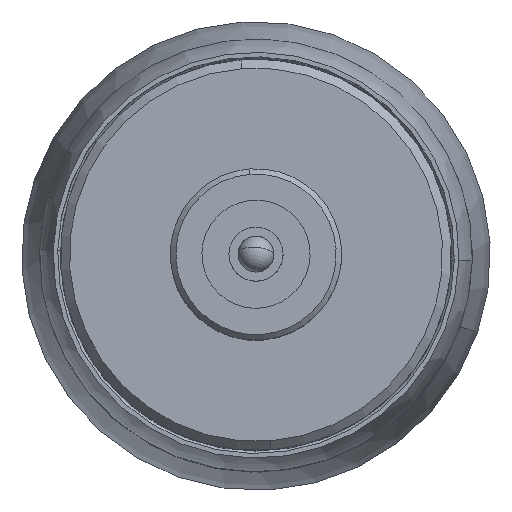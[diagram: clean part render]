
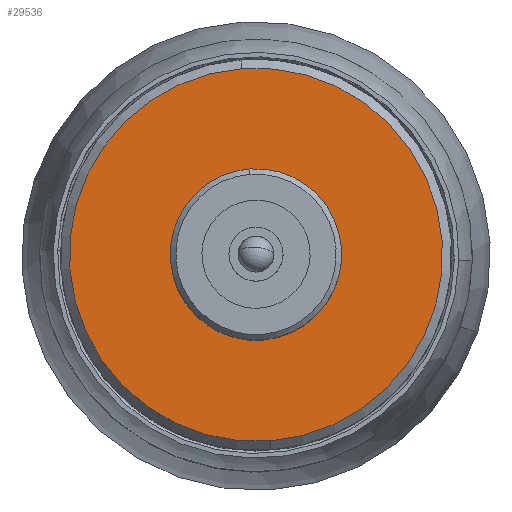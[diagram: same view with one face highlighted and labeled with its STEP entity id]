
A CAD part, top view. The second image highlights one B-rep face of the part: STEP entity #29536.
In plain terms, the highlighted planar face has unit normal (0, 0, 1).
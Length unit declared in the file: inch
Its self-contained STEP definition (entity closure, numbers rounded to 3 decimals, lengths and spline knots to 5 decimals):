
#11561 = CARTESIAN_POINT ( 'NONE',  ( -1.12032, -0.74051, 0.52436 ) ) ;
#11562 = CARTESIAN_POINT ( 'NONE',  ( -1.09178, -1.11344, 0.52436 ) ) ;
#11563 = DIRECTION ( 'NONE',  ( 0.076, -0.997, 0. ) ) ;
#11564 = DIRECTION ( 'NONE',  ( 0., 0., 1. ) ) ;
#11565 = AXIS2_PLACEMENT_3D ( 'NONE', #11571, #11564, #11563 ) ;
#11566 = CIRCLE ( 'NONE', #11565, 0.18701 ) ;
#11571 = CARTESIAN_POINT ( 'NONE',  ( -1.10605, -0.92698, 0.52436 ) ) ;
#13550 = CARTESIAN_POINT ( 'NONE',  ( -1.13715, -0.52068, 0.52436 ) ) ;
#13551 = CARTESIAN_POINT ( 'NONE',  ( -1.07496, -1.33327, 0.52436 ) ) ;
#13552 = DIRECTION ( 'NONE',  ( 0.076, -0.997, 0. ) ) ;
#13553 = DIRECTION ( 'NONE',  ( 0., 0., 1. ) ) ;
#13554 = AXIS2_PLACEMENT_3D ( 'NONE', #13560, #13553, #13552 ) ;
#13555 = CIRCLE ( 'NONE', #13554, 0.40748 ) ;
#13560 = CARTESIAN_POINT ( 'NONE',  ( -1.10605, -0.92698, 0.52436 ) ) ;
#21707 = FACE_BOUND ( 'NONE', #29532, .T. ) ;
#21708 = FACE_OUTER_BOUND ( 'NONE', #29537, .T. ) ;
#21709 = DIRECTION ( 'NONE',  ( 0.076, -0.997, 0. ) ) ;
#21710 = DIRECTION ( 'NONE',  ( 0., 0., 1. ) ) ;
#21711 = CARTESIAN_POINT ( 'NONE',  ( -1.10605, -0.92698, 0.52436 ) ) ;
#21712 = AXIS2_PLACEMENT_3D ( 'NONE', #21711, #21710, #21709 ) ;
#21713 = CIRCLE ( 'NONE', #21712, 0.40748 ) ;
#21739 = DIRECTION ( 'NONE',  ( 0.076, -0.997, 0. ) ) ;
#21740 = DIRECTION ( 'NONE',  ( 0., 0., 1. ) ) ;
#21741 = CARTESIAN_POINT ( 'NONE',  ( -1.10605, -0.92698, 0.52436 ) ) ;
#21742 = AXIS2_PLACEMENT_3D ( 'NONE', #21741, #21740, #21739 ) ;
#21743 = CIRCLE ( 'NONE', #21742, 0.18701 ) ;
#21744 = DIRECTION ( 'NONE',  ( 0.076, -0.997, 0. ) ) ;
#21745 = DIRECTION ( 'NONE',  ( 0., 0., 1. ) ) ;
#21746 = CARTESIAN_POINT ( 'NONE',  ( -0.68013, -0.89438, 0.52436 ) ) ;
#21747 = AXIS2_PLACEMENT_3D ( 'NONE', #21746, #21745, #21744 ) ;
#21748 = PLANE ( 'NONE',  #21747 ) ;
#26357 = EDGE_CURVE ( 'NONE', #26358, #26359, #11566, .T. ) ;
#26358 = VERTEX_POINT ( 'NONE', #11562 ) ;
#26359 = VERTEX_POINT ( 'NONE', #11561 ) ;
#27038 = EDGE_CURVE ( 'NONE', #27039, #27040, #13555, .T. ) ;
#27039 = VERTEX_POINT ( 'NONE', #13551 ) ;
#27040 = VERTEX_POINT ( 'NONE', #13550 ) ;
#29252 = ORIENTED_EDGE ( 'NONE', *, *, #29540, .F. ) ;
#29530 = EDGE_CURVE ( 'NONE', #27040, #27039, #21713, .T. ) ;
#29531 = ORIENTED_EDGE ( 'NONE', *, *, #27038, .T. ) ;
#29532 = EDGE_LOOP ( 'NONE', ( #29533, #29252 ) ) ;
#29533 = ORIENTED_EDGE ( 'NONE', *, *, #26357, .F. ) ;
#29536 = ADVANCED_FACE ( 'NONE', ( #21708, #21707 ), #21748, .T. ) ;
#29537 = EDGE_LOOP ( 'NONE', ( #29538, #29531 ) ) ;
#29538 = ORIENTED_EDGE ( 'NONE', *, *, #29530, .T. ) ;
#29540 = EDGE_CURVE ( 'NONE', #26359, #26358, #21743, .T. ) ;
